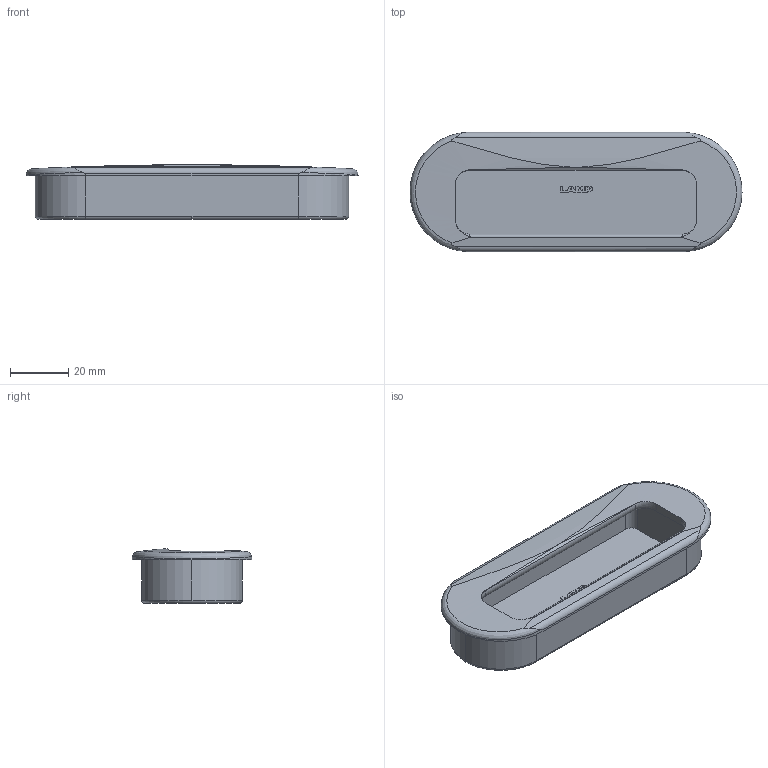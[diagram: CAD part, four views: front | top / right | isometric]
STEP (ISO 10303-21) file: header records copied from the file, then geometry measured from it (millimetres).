
FILE_DESCRIPTION (( 'STEP AP203' ), '1' );
FILE_NAME ('SC100-08572_HH-D_埋込取手_0.step', '2014-06-09T02:03:27', ( '' ), ( '' ), 'SwSTEP 2.0', 'SolidWorks 2012', '' );
FILE_SCHEMA (( 'CONFIG_CONTROL_DESIGN' ));
Length unit declared in the file: millimetre
Products named in the file (3): SC100-08572_HH-D_埋込取手_0; SC100-06603_HH-K、HH-D_カップ; SC100-08570_HH-D_本体
Assembly tree (2 placements, depth 2):
  SC100-08572_HH-D_埋込取手_0
    SC100-08570_HH-D_本体
    SC100-06603_HH-K、HH-D_カップ
Bounding box: 114 x 41 x 18.74 mm (x, y, z)
Volume: 23619.6 mm3; surface area: 22293 mm2
Topology: 2 solids, 2 shells, 157 faces, 398 edges, 257 vertices
Faces by surface type: plane 76, cylinder 56, torus 15, bspline 6, cone 4
Entity records: 5826 total; most frequent: CARTESIAN_POINT 1770, ORIENTED_EDGE 788, DIRECTION 759, EDGE_CURVE 394, AXIS2_PLACEMENT_3D 262, VERTEX_POINT 257, VECTOR 235, LINE 235
